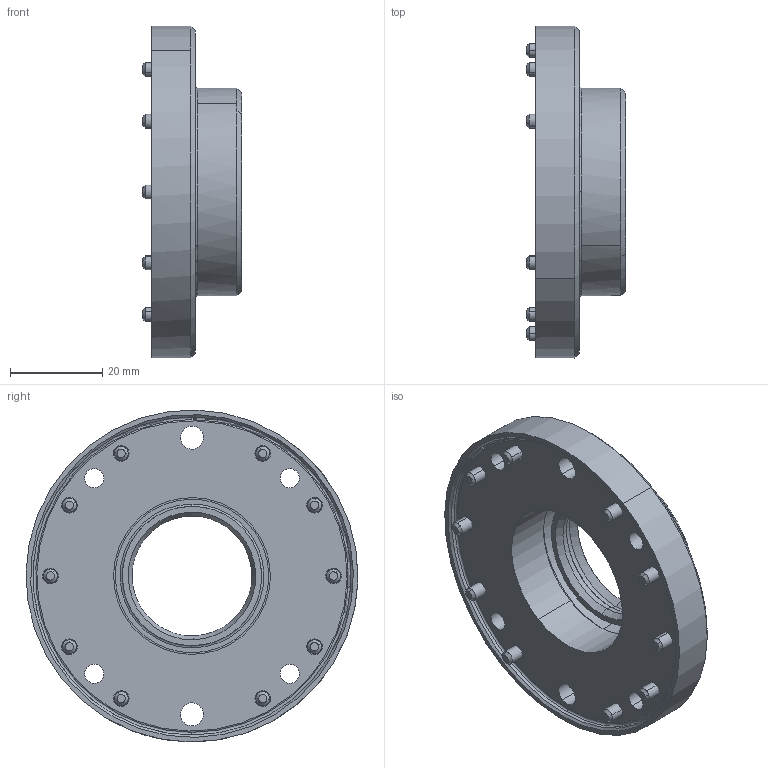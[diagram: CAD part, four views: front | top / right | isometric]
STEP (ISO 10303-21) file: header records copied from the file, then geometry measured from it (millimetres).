
FILE_DESCRIPTION(('FreeCAD Model'),'2;1');
FILE_NAME('Open CASCADE Shape Model','2021-11-09T11:41:25',('Author'),( ''),'Open CASCADE STEP processor 7.4','FreeCAD','Unknown');
FILE_SCHEMA(('CONFIG_CONTROL_DESIGN','SHAPE_APPEARANCE_LAYER_MIM'));
Length unit declared in the file: millimetre
Products named in the file (1): 6
Bounding box: 21.5 x 71.99 x 71.99 mm (x, y, z)
Volume: 30301.7 mm3; surface area: 19011.6 mm2
Topology: 1 solids, 2 shells, 432 faces, 1120 edges, 744 vertices
Faces by surface type: plane 183, cylinder 123, cone 81, torus 45
Entity records: 29138 total; most frequent: CARTESIAN_POINT 6143, DIRECTION 4641, ORIENTED_EDGE 2216, PCURVE 2216, DEFINITIONAL_REPRESENTATION 2216, LINE 2187, VECTOR 2187, EDGE_CURVE 1108
